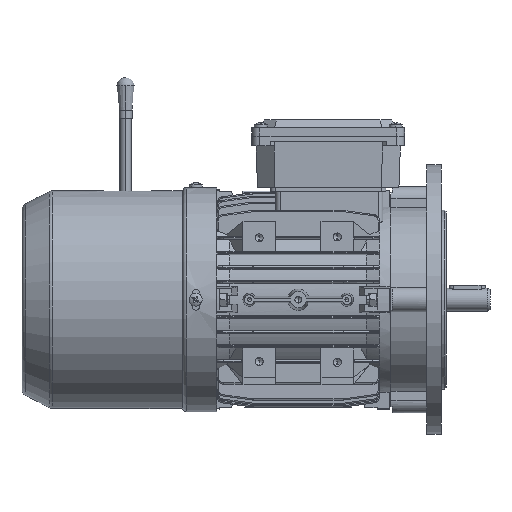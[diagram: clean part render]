
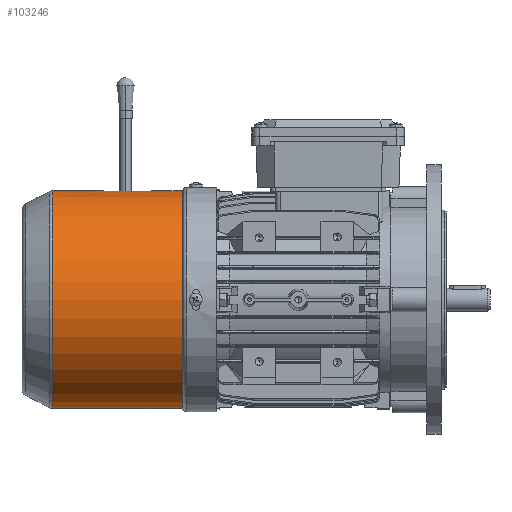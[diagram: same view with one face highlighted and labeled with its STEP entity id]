
A CAD part, front view. The second image highlights one B-rep face of the part: STEP entity #103246.
In plain terms, the highlighted cylindrical face has radius 67 mm (diameter 134 mm), a partial arc.
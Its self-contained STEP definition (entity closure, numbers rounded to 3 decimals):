
#9111 = CARTESIAN_POINT ( 'NONE',  ( 102.958, 0., 67. ) ) ;
#9289 = CARTESIAN_POINT ( 'NONE',  ( 23.105, 0., -67. ) ) ;
#9290 = CARTESIAN_POINT ( 'NONE',  ( 23.105, 0., 67. ) ) ;
#9291 = DIRECTION ( 'NONE',  ( 0., 0., -1. ) ) ;
#9292 = DIRECTION ( 'NONE',  ( 1., 0., 0. ) ) ;
#9293 = CARTESIAN_POINT ( 'NONE',  ( 23.105, 0., 0. ) ) ;
#9294 = AXIS2_PLACEMENT_3D ( 'NONE', #9293, #9292, #9291 ) ;
#9295 = CIRCLE ( 'NONE', #9294, 67. ) ;
#9296 = CARTESIAN_POINT ( 'NONE',  ( 102.958, 0., -67. ) ) ;
#9311 = CARTESIAN_POINT ( 'NONE',  ( 72.691, 0., -67. ) ) ;
#9316 = DIRECTION ( 'NONE',  ( 1., 0., 0. ) ) ;
#9317 = VECTOR ( 'NONE', #9316, 1000. ) ;
#9318 = CARTESIAN_POINT ( 'NONE',  ( 77.53, 0., -67. ) ) ;
#9319 = LINE ( 'NONE', #9318, #9317 ) ;
#9320 = DIRECTION ( 'NONE',  ( 1., 0., 0. ) ) ;
#9321 = VECTOR ( 'NONE', #9320, 1000. ) ;
#9322 = CARTESIAN_POINT ( 'NONE',  ( 77.53, 0., 67. ) ) ;
#9323 = LINE ( 'NONE', #9322, #9321 ) ;
#9446 = DIRECTION ( 'NONE',  ( 1., 0., 0. ) ) ;
#9447 = VECTOR ( 'NONE', #9446, 1000. ) ;
#9448 = CARTESIAN_POINT ( 'NONE',  ( 77.53, 0., -67. ) ) ;
#9449 = LINE ( 'NONE', #9448, #9447 ) ;
#9811 = DIRECTION ( 'NONE',  ( 0., 0., -1. ) ) ;
#9812 = DIRECTION ( 'NONE',  ( 1., 0., 0. ) ) ;
#9813 = CARTESIAN_POINT ( 'NONE',  ( 77.53, 0., 0. ) ) ;
#9814 = AXIS2_PLACEMENT_3D ( 'NONE', #9813, #9812, #9811 ) ;
#9815 = CYLINDRICAL_SURFACE ( 'NONE', #9814, 67. ) ;
#9816 = FACE_OUTER_BOUND ( 'NONE', #103247, .T. ) ;
#9919 = CARTESIAN_POINT ( 'NONE',  ( 66.691, -6., -66.731 ) ) ;
#9920 = CARTESIAN_POINT ( 'NONE',  ( 67.087, -6., -66.731 ) ) ;
#9921 = CARTESIAN_POINT ( 'NONE',  ( 67.484, -5.96, -66.734 ) ) ;
#9923 = CARTESIAN_POINT ( 'NONE',  ( 68.253, -5.806, -66.748 ) ) ;
#9924 = CARTESIAN_POINT ( 'NONE',  ( 68.626, -5.693, -66.758 ) ) ;
#9925 = CARTESIAN_POINT ( 'NONE',  ( 69.171, -5.467, -66.777 ) ) ;
#9926 = CARTESIAN_POINT ( 'NONE',  ( 69.351, -5.382, -66.784 ) ) ;
#9927 = CARTESIAN_POINT ( 'NONE',  ( 69.698, -5.196, -66.798 ) ) ;
#9928 = CARTESIAN_POINT ( 'NONE',  ( 69.865, -5.095, -66.806 ) ) ;
#9929 = CARTESIAN_POINT ( 'NONE',  ( 70.352, -4.769, -66.83 ) ) ;
#9930 = CARTESIAN_POINT ( 'NONE',  ( 70.655, -4.521, -66.848 ) ) ;
#9931 = CARTESIAN_POINT ( 'NONE',  ( 71.215, -3.961, -66.883 ) ) ;
#9932 = CARTESIAN_POINT ( 'NONE',  ( 71.463, -3.658, -66.901 ) ) ;
#9933 = CARTESIAN_POINT ( 'NONE',  ( 71.788, -3.171, -66.925 ) ) ;
#9934 = CARTESIAN_POINT ( 'NONE',  ( 71.889, -3.003, -66.933 ) ) ;
#9935 = CARTESIAN_POINT ( 'NONE',  ( 72.075, -2.656, -66.948 ) ) ;
#9936 = CARTESIAN_POINT ( 'NONE',  ( 72.16, -2.476, -66.954 ) ) ;
#9937 = CARTESIAN_POINT ( 'NONE',  ( 72.385, -1.932, -66.973 ) ) ;
#9938 = CARTESIAN_POINT ( 'NONE',  ( 72.498, -1.558, -66.983 ) ) ;
#9939 = CARTESIAN_POINT ( 'NONE',  ( 102.958, 0., 0. ) ) ;
#9945 = CARTESIAN_POINT ( 'NONE',  ( 72.652, -0.789, -66.996 ) ) ;
#9946 = CARTESIAN_POINT ( 'NONE',  ( 72.691, -0.391, -67. ) ) ;
#9947 = CARTESIAN_POINT ( 'NONE',  ( 72.691, 0., -67. ) ) ;
#9948 = B_SPLINE_CURVE_WITH_KNOTS ( 'NONE', 3,
 ( #9947, #9946, #9945, #9938, #9937, #9936, #9935, #9934, #9933, #9932, #9931, #9930, #9929, #9928, #9927, #9926, #9925, #9924, #9923, #9921, #9920, #9919 ),
 .UNSPECIFIED., .F., .F.,
 ( 4, 2, 2, 2, 2, 2, 2, 2, 2, 2, 4 ),
 ( 0.009, 0.011, 0.012, 0.012, 0.013, 0.014, 0.015, 0.016, 0.016, 0.018, 0.019 ),
 .UNSPECIFIED. ) ;
#9982 = DIRECTION ( 'NONE',  ( 0., 0., -1. ) ) ;
#9983 = DIRECTION ( 'NONE',  ( 1., 0., 0. ) ) ;
#9984 = AXIS2_PLACEMENT_3D ( 'NONE', #9939, #9983, #9982 ) ;
#9985 = CIRCLE ( 'NONE', #9984, 67. ) ;
#10066 = CARTESIAN_POINT ( 'NONE',  ( 40.691, 0., -67. ) ) ;
#10067 = CARTESIAN_POINT ( 'NONE',  ( 40.691, -0.392, -67. ) ) ;
#10068 = CARTESIAN_POINT ( 'NONE',  ( 40.729, -0.781, -66.997 ) ) ;
#10069 = CARTESIAN_POINT ( 'NONE',  ( 40.844, -1.362, -66.986 ) ) ;
#10070 = CARTESIAN_POINT ( 'NONE',  ( 40.893, -1.555, -66.982 ) ) ;
#10071 = CARTESIAN_POINT ( 'NONE',  ( 41.007, -1.931, -66.972 ) ) ;
#10072 = CARTESIAN_POINT ( 'NONE',  ( 41.139, -2.299, -66.961 ) ) ;
#10073 = CARTESIAN_POINT ( 'NONE',  ( 41.306, -2.653, -66.948 ) ) ;
#10074 = CARTESIAN_POINT ( 'NONE',  ( 41.491, -3., -66.933 ) ) ;
#10075 = CARTESIAN_POINT ( 'NONE',  ( 41.593, -3.17, -66.925 ) ) ;
#10076 = CARTESIAN_POINT ( 'NONE',  ( 41.922, -3.662, -66.901 ) ) ;
#10077 = CARTESIAN_POINT ( 'NONE',  ( 42.17, -3.964, -66.883 ) ) ;
#10078 = CARTESIAN_POINT ( 'NONE',  ( 42.723, -4.518, -66.848 ) ) ;
#10079 = CARTESIAN_POINT ( 'NONE',  ( 43.032, -4.771, -66.83 ) ) ;
#10080 = CARTESIAN_POINT ( 'NONE',  ( 43.684, -5.207, -66.798 ) ) ;
#10081 = CARTESIAN_POINT ( 'NONE',  ( 44.029, -5.391, -66.783 ) ) ;
#10082 = CARTESIAN_POINT ( 'NONE',  ( 44.574, -5.618, -66.764 ) ) ;
#10083 = CARTESIAN_POINT ( 'NONE',  ( 44.761, -5.685, -66.758 ) ) ;
#10084 = CARTESIAN_POINT ( 'NONE',  ( 45.138, -5.799, -66.749 ) ) ;
#10085 = CARTESIAN_POINT ( 'NONE',  ( 45.329, -5.847, -66.744 ) ) ;
#10089 = CARTESIAN_POINT ( 'NONE',  ( 46.691, -6., -66.731 ) ) ;
#10093 = CARTESIAN_POINT ( 'NONE',  ( 45.904, -5.961, -66.734 ) ) ;
#10094 = CARTESIAN_POINT ( 'NONE',  ( 46.294, -6., -66.731 ) ) ;
#10095 = CARTESIAN_POINT ( 'NONE',  ( 46.691, -6., -66.731 ) ) ;
#10097 = B_SPLINE_CURVE_WITH_KNOTS ( 'NONE', 3,
 ( #10095, #10094, #10093, #10085, #10084, #10083, #10082, #10081, #10080, #10079, #10078, #10077, #10076, #10075, #10074, #10073, #10072, #10071, #10070, #10069, #10068, #10067, #10066 ),
 .UNSPECIFIED., .F., .F.,
 ( 4, 2, 2, 2, 2, 2, 2, 2, 1, 2, 2, 4 ),
 ( 0., 0.001, 0.002, 0.002, 0.004, 0.005, 0.006, 0.006, 0.007, 0.008, 0.008, 0.009 ),
 .UNSPECIFIED. ) ;
#10121 = DIRECTION ( 'NONE',  ( -1., 0., 0. ) ) ;
#10122 = VECTOR ( 'NONE', #10121, 1000. ) ;
#10123 = CARTESIAN_POINT ( 'NONE',  ( 77.53, -6., -66.731 ) ) ;
#10124 = LINE ( 'NONE', #10123, #10122 ) ;
#10129 = CARTESIAN_POINT ( 'NONE',  ( 66.691, -6., -66.731 ) ) ;
#15372 = CARTESIAN_POINT ( 'NONE',  ( 40.691, 0., -67. ) ) ;
#102824 = VERTEX_POINT ( 'NONE', #9111 ) ;
#102921 = VERTEX_POINT ( 'NONE', #9296 ) ;
#102925 = EDGE_CURVE ( 'NONE', #102926, #102927, #9295, .T. ) ;
#102926 = VERTEX_POINT ( 'NONE', #9290 ) ;
#102927 = VERTEX_POINT ( 'NONE', #9289 ) ;
#102947 = EDGE_CURVE ( 'NONE', #102926, #102824, #9323, .T. ) ;
#102950 = EDGE_CURVE ( 'NONE', #102954, #102921, #9319, .T. ) ;
#102954 = VERTEX_POINT ( 'NONE', #9311 ) ;
#103040 = EDGE_CURVE ( 'NONE', #102927, #106227, #9449, .T. ) ;
#103246 = ADVANCED_FACE ( 'NONE', ( #9816 ), #9815, .T. ) ;
#103247 = EDGE_LOOP ( 'NONE', ( #103339, #103342, #103344, #103345, #103352, #103290, #103294, #103296 ) ) ;
#103290 = ORIENTED_EDGE ( 'NONE', *, *, #103292, .F. ) ;
#103292 = EDGE_CURVE ( 'NONE', #102954, #103377, #9948, .T. ) ;
#103294 = ORIENTED_EDGE ( 'NONE', *, *, #102950, .T. ) ;
#103296 = ORIENTED_EDGE ( 'NONE', *, *, #103299, .F. ) ;
#103299 = EDGE_CURVE ( 'NONE', #102824, #102921, #9985, .T. ) ;
#103339 = ORIENTED_EDGE ( 'NONE', *, *, #102947, .F. ) ;
#103342 = ORIENTED_EDGE ( 'NONE', *, *, #102925, .T. ) ;
#103344 = ORIENTED_EDGE ( 'NONE', *, *, #103040, .T. ) ;
#103345 = ORIENTED_EDGE ( 'NONE', *, *, #103347, .F. ) ;
#103347 = EDGE_CURVE ( 'NONE', #103349, #106227, #10097, .T. ) ;
#103349 = VERTEX_POINT ( 'NONE', #10089 ) ;
#103352 = ORIENTED_EDGE ( 'NONE', *, *, #103353, .F. ) ;
#103353 = EDGE_CURVE ( 'NONE', #103377, #103349, #10124, .T. ) ;
#103377 = VERTEX_POINT ( 'NONE', #10129 ) ;
#106227 = VERTEX_POINT ( 'NONE', #15372 ) ;
